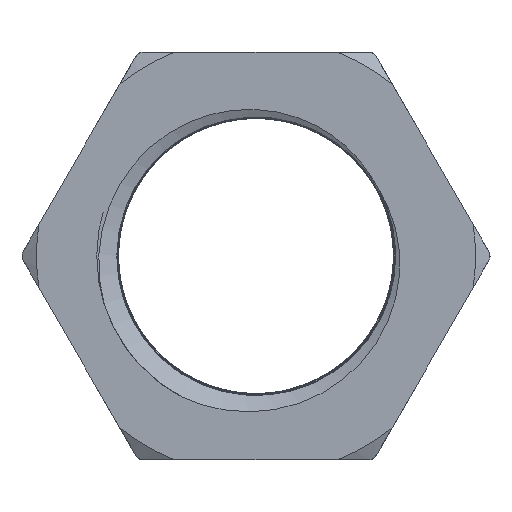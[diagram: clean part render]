
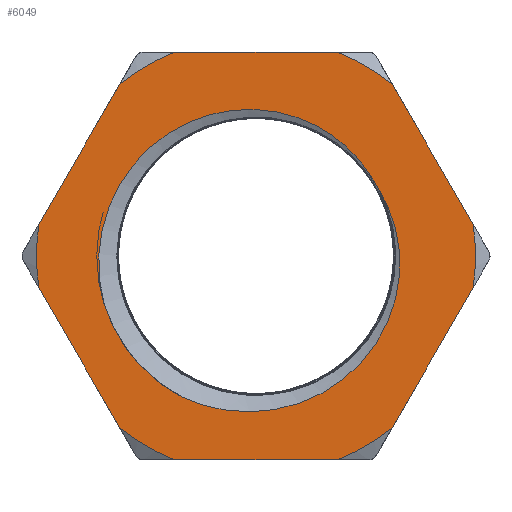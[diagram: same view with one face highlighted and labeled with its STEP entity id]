
A CAD part, left-side view. The second image highlights one B-rep face of the part: STEP entity #6049.
In plain terms, the highlighted planar face has unit normal (-1, 0, 0).
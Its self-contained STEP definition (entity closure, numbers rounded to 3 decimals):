
#1304=CARTESIAN_POINT('',(-18.,-6.569,3.831));
#1305=CARTESIAN_POINT('',(-18.,-6.8,3.479));
#1306=CARTESIAN_POINT('',(-18.,-7.199,2.747));
#1307=CARTESIAN_POINT('',(-18.,-7.615,1.56));
#1308=CARTESIAN_POINT('',(-18.,-7.834,0.313));
#1309=CARTESIAN_POINT('',(-18.,-7.85,-0.952));
#1310=CARTESIAN_POINT('',(-18.,-7.657,-2.226));
#1311=CARTESIAN_POINT('',(-18.,-7.263,-3.452));
#1312=CARTESIAN_POINT('',(-18.,-6.663,-4.624));
#1313=CARTESIAN_POINT('',(-18.,-5.877,-5.685));
#1314=CARTESIAN_POINT('',(-18.,-4.926,-6.611));
#1315=CARTESIAN_POINT('',(-18.,-3.826,-7.378));
#1316=CARTESIAN_POINT('',(-18.,-2.621,-7.957));
#1317=CARTESIAN_POINT('',(-18.,-1.319,-8.341));
#1318=CARTESIAN_POINT('',(-18.,0.028,-8.511));
#1319=CARTESIAN_POINT('',(-18.,1.395,-8.463));
#1320=CARTESIAN_POINT('',(-18.,2.745,-8.196));
#1321=CARTESIAN_POINT('',(-18.,3.604,-7.878));
#1322=CARTESIAN_POINT('',(-18.,4.025,-7.682));
#1324=CARTESIAN_POINT('',(-18.,0.,0.));
#1325=DIRECTION('',(1.,0.,0.));
#1326=DIRECTION('',(0.,-0.839,0.544));
#1327=AXIS2_PLACEMENT_3D('',#1324,#1325,#1326);
#1329=CARTESIAN_POINT('',(-18.,8.263,-2.635));
#1330=CARTESIAN_POINT('',(-18.,8.366,-2.257));
#1331=CARTESIAN_POINT('',(-18.,8.518,-1.498));
#1332=CARTESIAN_POINT('',(-18.,8.592,-0.333));
#1333=CARTESIAN_POINT('',(-18.,8.51,0.806));
#1334=CARTESIAN_POINT('',(-18.,8.278,1.929));
#1335=CARTESIAN_POINT('',(-18.,7.878,3.057));
#1336=CARTESIAN_POINT('',(-18.,7.277,4.195));
#1337=CARTESIAN_POINT('',(-18.,6.444,5.296));
#1338=CARTESIAN_POINT('',(-18.,5.447,6.233));
#1339=CARTESIAN_POINT('',(-18.,4.339,6.978));
#1340=CARTESIAN_POINT('',(-18.,3.14,7.527));
#1341=CARTESIAN_POINT('',(-18.,1.878,7.876));
#1342=CARTESIAN_POINT('',(-18.,0.562,8.016));
#1343=CARTESIAN_POINT('',(-18.,-0.731,7.941));
#1344=CARTESIAN_POINT('',(-18.,-1.978,7.662));
#1345=CARTESIAN_POINT('',(-18.,-3.076,7.223));
#1346=CARTESIAN_POINT('',(-18.,-3.973,6.708));
#1347=CARTESIAN_POINT('',(-18.,-4.721,6.143));
#1348=CARTESIAN_POINT('',(-18.,-5.354,5.54));
#1349=CARTESIAN_POINT('',(-18.,-5.911,4.877));
#1350=CARTESIAN_POINT('',(-18.,-6.233,4.391));
#1351=CARTESIAN_POINT('',(-18.,-6.38,4.137));
#1353=CARTESIAN_POINT('',(-18.,4.025,-7.682));
#1354=CARTESIAN_POINT('',(-18.,4.427,-7.472));
#1355=CARTESIAN_POINT('',(-18.,5.187,-6.995));
#1356=CARTESIAN_POINT('',(-18.,6.211,-6.103));
#1357=CARTESIAN_POINT('',(-18.,7.077,-5.074));
#1358=CARTESIAN_POINT('',(-18.,7.783,-3.907));
#1359=CARTESIAN_POINT('',(-18.,8.124,-3.071));
#1360=CARTESIAN_POINT('',(-18.,8.263,-2.635));
#1362=DIRECTION('',(0.,0.5,-0.866));
#1363=VECTOR('',#1362,8.859);
#1364=CARTESIAN_POINT('',(-18.,7.398,9.386));
#1365=LINE('',#1364,#1363);
#1366=CARTESIAN_POINT('',(-18.,0.,0.));
#1367=DIRECTION('',(1.,0.,0.));
#1368=DIRECTION('',(0.,0.619,0.785));
#1369=AXIS2_PLACEMENT_3D('',#1366,#1367,#1368);
#1371=DIRECTION('',(0.,1.,0.));
#1372=VECTOR('',#1371,8.859);
#1373=CARTESIAN_POINT('',(-18.,-4.429,11.1));
#1374=LINE('',#1373,#1372);
#1375=CARTESIAN_POINT('',(-18.,0.,0.));
#1376=DIRECTION('',(1.,0.,0.));
#1377=DIRECTION('',(0.,-0.371,0.929));
#1378=AXIS2_PLACEMENT_3D('',#1375,#1376,#1377);
#1380=DIRECTION('',(0.,0.5,0.866));
#1381=VECTOR('',#1380,8.859);
#1382=CARTESIAN_POINT('',(-18.,-11.828,1.714));
#1383=LINE('',#1382,#1381);
#1384=DIRECTION('',(0.,-0.5,0.866));
#1385=VECTOR('',#1384,8.859);
#1386=CARTESIAN_POINT('',(-18.,-7.398,-9.386));
#1387=LINE('',#1386,#1385);
#1388=CARTESIAN_POINT('',(-18.,0.,0.));
#1389=DIRECTION('',(1.,0.,0.));
#1390=DIRECTION('',(0.,-0.619,-0.785));
#1391=AXIS2_PLACEMENT_3D('',#1388,#1389,#1390);
#1393=DIRECTION('',(0.,-1.,0.));
#1394=VECTOR('',#1393,8.859);
#1395=CARTESIAN_POINT('',(-18.,4.429,-11.1));
#1396=LINE('',#1395,#1394);
#1397=CARTESIAN_POINT('',(-18.,0.,0.));
#1398=DIRECTION('',(1.,0.,0.));
#1399=DIRECTION('',(0.,0.371,-0.929));
#1400=AXIS2_PLACEMENT_3D('',#1397,#1398,#1399);
#1402=DIRECTION('',(0.,-0.5,-0.866));
#1403=VECTOR('',#1402,8.859);
#1404=CARTESIAN_POINT('',(-18.,11.828,-1.714));
#1405=LINE('',#1404,#1403);
#2320=CARTESIAN_POINT('',(-18.,0.,0.));
#2321=DIRECTION('',(-1.,0.,0.));
#2322=DIRECTION('',(0.,-0.99,-0.143));
#2323=AXIS2_PLACEMENT_3D('',#2320,#2321,#2322);
#2349=CARTESIAN_POINT('',(-18.,0.,0.));
#2350=DIRECTION('',(-1.,0.,0.));
#2351=DIRECTION('',(0.,0.99,0.143));
#2352=AXIS2_PLACEMENT_3D('',#2349,#2350,#2351);
#4343=CARTESIAN_POINT('',(-18.,7.398,9.386));
#4344=CARTESIAN_POINT('',(-18.,4.429,11.1));
#4345=VERTEX_POINT('',#4343);
#4346=VERTEX_POINT('',#4344);
#4347=CARTESIAN_POINT('',(-18.,-4.429,11.1));
#4348=CARTESIAN_POINT('',(-18.,-7.398,9.386));
#4349=VERTEX_POINT('',#4347);
#4350=VERTEX_POINT('',#4348);
#4351=CARTESIAN_POINT('',(-18.,-7.398,-9.386));
#4352=CARTESIAN_POINT('',(-18.,-4.429,-11.1));
#4353=VERTEX_POINT('',#4351);
#4354=VERTEX_POINT('',#4352);
#4355=CARTESIAN_POINT('',(-18.,4.429,-11.1));
#4356=CARTESIAN_POINT('',(-18.,7.398,-9.386));
#4357=VERTEX_POINT('',#4355);
#4358=VERTEX_POINT('',#4356);
#4367=CARTESIAN_POINT('',(-18.,-11.828,-1.714));
#4368=VERTEX_POINT('',#4367);
#4369=CARTESIAN_POINT('',(-18.,-11.828,1.714));
#4370=VERTEX_POINT('',#4369);
#4371=CARTESIAN_POINT('',(-18.,11.828,1.714));
#4372=VERTEX_POINT('',#4371);
#4373=CARTESIAN_POINT('',(-18.,11.828,-1.714));
#4374=VERTEX_POINT('',#4373);
#4451=VERTEX_POINT('',#1304);
#4452=VERTEX_POINT('',#1322);
#4453=VERTEX_POINT('',#1360);
#4454=VERTEX_POINT('',#1351);
#6011=CARTESIAN_POINT('',(-18.,0.,0.));
#6012=DIRECTION('',(-1.,0.,0.));
#6013=DIRECTION('',(0.,0.,1.));
#6014=AXIS2_PLACEMENT_3D('',#6011,#6012,#6013);
#6015=PLANE('',#6014);
#6017=ORIENTED_EDGE('',*,*,#6016,.F.);
#6019=ORIENTED_EDGE('',*,*,#6018,.F.);
#6021=ORIENTED_EDGE('',*,*,#6020,.T.);
#6023=ORIENTED_EDGE('',*,*,#6022,.F.);
#6025=ORIENTED_EDGE('',*,*,#6024,.T.);
#6027=ORIENTED_EDGE('',*,*,#6026,.F.);
#6029=ORIENTED_EDGE('',*,*,#6028,.F.);
#6031=ORIENTED_EDGE('',*,*,#6030,.F.);
#6033=ORIENTED_EDGE('',*,*,#6032,.T.);
#6035=ORIENTED_EDGE('',*,*,#6034,.F.);
#6037=ORIENTED_EDGE('',*,*,#6036,.T.);
#6039=ORIENTED_EDGE('',*,*,#6038,.F.);
#6040=EDGE_LOOP('',(#6017,#6019,#6021,#6023,#6025,#6027,#6029,#6031,#6033,#6035,
#6037,#6039));
#6041=FACE_OUTER_BOUND('',#6040,.F.);
#6042=ORIENTED_EDGE('',*,*,#5793,.F.);
#6043=ORIENTED_EDGE('',*,*,#5838,.F.);
#6044=ORIENTED_EDGE('',*,*,#5999,.F.);
#6046=ORIENTED_EDGE('',*,*,#6045,.F.);
#6047=EDGE_LOOP('',(#6042,#6043,#6044,#6046));
#6048=FACE_BOUND('',#6047,.F.);
#1323=B_SPLINE_CURVE_WITH_KNOTS('',3,(#1304,#1305,#1306,#1307,#1308,#1309,#1310,
#1311,#1312,#1313,#1314,#1315,#1316,#1317,#1318,#1319,#1320,#1321,#1322),
.UNSPECIFIED.,.F.,.F.,(4,1,1,1,1,1,1,1,1,1,1,1,1,1,1,1,4),(0.,0.063,0.125,
0.188,0.25,0.313,0.375,0.438,0.5,0.563,0.625,0.688,
0.75,0.813,0.875,0.938,1.),.UNSPECIFIED.);
#1328=CIRCLE('',#1327,7.604);
#1352=B_SPLINE_CURVE_WITH_KNOTS('',3,(#1329,#1330,#1331,#1332,#1333,#1334,#1335,
#1336,#1337,#1338,#1339,#1340,#1341,#1342,#1343,#1344,#1345,#1346,#1347,#1348,
#1349,#1350,#1351),.UNSPECIFIED.,.F.,.F.,(4,1,1,1,1,1,1,1,1,1,1,1,1,1,1,1,1,1,1,
1,4),(0.,0.05,0.1,0.15,0.2,0.25,0.3,0.35,0.4,0.45,0.5,
0.55,0.6,0.65,0.7,0.75,0.8,0.85,0.9,0.95,1.),.UNSPECIFIED.);
#1361=B_SPLINE_CURVE_WITH_KNOTS('',3,(#1353,#1354,#1355,#1356,#1357,#1358,#1359,
#1360),.UNSPECIFIED.,.F.,.F.,(4,1,1,1,1,4),(0.,0.2,0.4,0.6,0.8,1.),
.UNSPECIFIED.);
#1370=CIRCLE('',#1369,11.951);
#1379=CIRCLE('',#1378,11.951);
#1392=CIRCLE('',#1391,11.951);
#1401=CIRCLE('',#1400,11.951);
#2324=CIRCLE('',#2323,11.951);
#2353=CIRCLE('',#2352,11.951);
#5793=EDGE_CURVE('',#4451,#4452,#1323,.T.);
#5838=EDGE_CURVE('',#4454,#4451,#1328,.T.);
#5999=EDGE_CURVE('',#4453,#4454,#1352,.T.);
#6016=EDGE_CURVE('',#4372,#4374,#2353,.T.);
#6018=EDGE_CURVE('',#4345,#4372,#1365,.T.);
#6020=EDGE_CURVE('',#4345,#4346,#1370,.T.);
#6022=EDGE_CURVE('',#4349,#4346,#1374,.T.);
#6024=EDGE_CURVE('',#4349,#4350,#1379,.T.);
#6026=EDGE_CURVE('',#4370,#4350,#1383,.T.);
#6028=EDGE_CURVE('',#4368,#4370,#2324,.T.);
#6030=EDGE_CURVE('',#4353,#4368,#1387,.T.);
#6032=EDGE_CURVE('',#4353,#4354,#1392,.T.);
#6034=EDGE_CURVE('',#4357,#4354,#1396,.T.);
#6036=EDGE_CURVE('',#4357,#4358,#1401,.T.);
#6038=EDGE_CURVE('',#4374,#4358,#1405,.T.);
#6045=EDGE_CURVE('',#4452,#4453,#1361,.T.);
#6049=ADVANCED_FACE('',(#6041,#6048),#6015,.T.);
